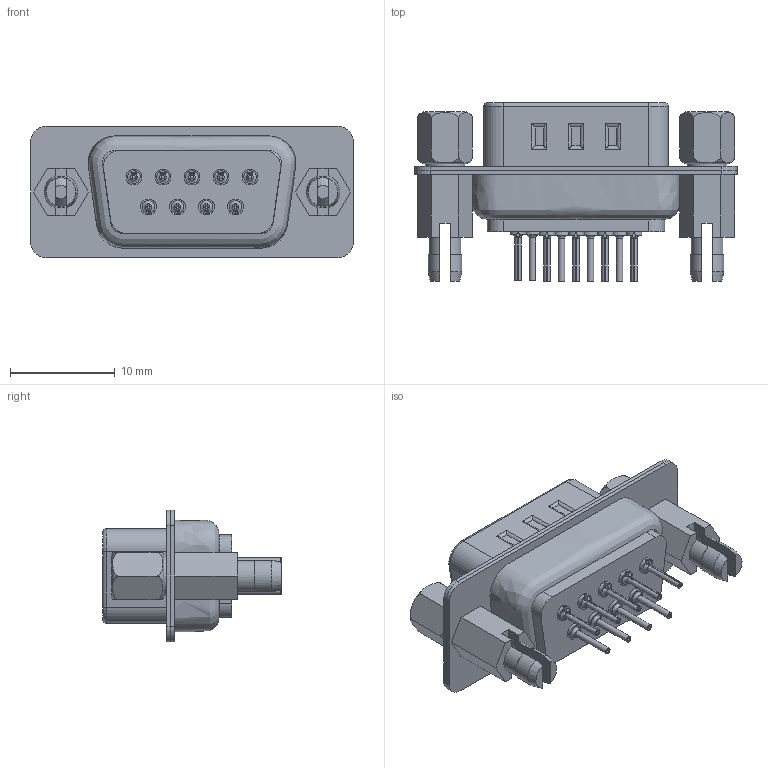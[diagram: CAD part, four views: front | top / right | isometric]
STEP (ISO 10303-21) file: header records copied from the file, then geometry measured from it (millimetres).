
FILE_DESCRIPTION(/* description */ ('Unknown'),/* implementation_level */ '2;1');
FILE_NAME(/* name */ '61800929221',/* time_stamp */ '2020-06-02T15:43:10+02:00',/* author */ ('Unknown'),/* organization */ ('Unknown'),/* preprocessor_version */ 'ST-DEVELOPER v16.7',/* originating_system */ 'DEX',/* authorisation */ $);
FILE_SCHEMA (('AUTOMOTIVE_DESIGN {1 0 10303 214 3 1 1}'));
Length unit declared in the file: millimetre
Products named in the file (8): 6180xx29221; 61800929221_INTER_ARRIERE; 61800929221_INTER_FACADE; 61800929221_ARRIERE; 61800929221_FACADE; 6180xx29221_Pin; 6180xx29y21_VISSE; 6180xx29y21_CLIP
Assembly tree (17 placements, depth 2):
  6180xx29221
    61800929221_INTER_ARRIERE
    61800929221_INTER_FACADE
    61800929221_ARRIERE
    61800929221_FACADE
    6180xx29221_Pin  x9
    6180xx29y21_VISSE  x2
    6180xx29y21_CLIP  x2
Bounding box: 30.8 x 17.05 x 12.55 mm (x, y, z)
Volume: 1572.7 mm3; surface area: 4894.3 mm2
Topology: 17 solids, 17 shells, 728 faces, 1954 edges, 1274 vertices
Faces by surface type: plane 417, cylinder 234, cone 30, torus 25, bspline 13, sphere 9
Full cylindrical faces by diameter (mm): 1 x9, 1.5 x9, 2.75 x2, 2.85 x2, 3 x4, 3.1 x2, 3.8 x2
Entity records: 18386 total; most frequent: CARTESIAN_POINT 10033, DIRECTION 1687, ORIENTED_EDGE 1538, EDGE_CURVE 769, AXIS2_PLACEMENT_3D 632, VERTEX_POINT 526, FACE_BOUND 431, EDGE_LOOP 430
